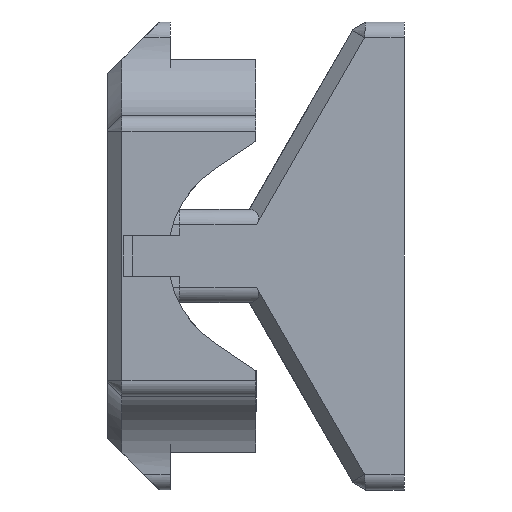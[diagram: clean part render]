
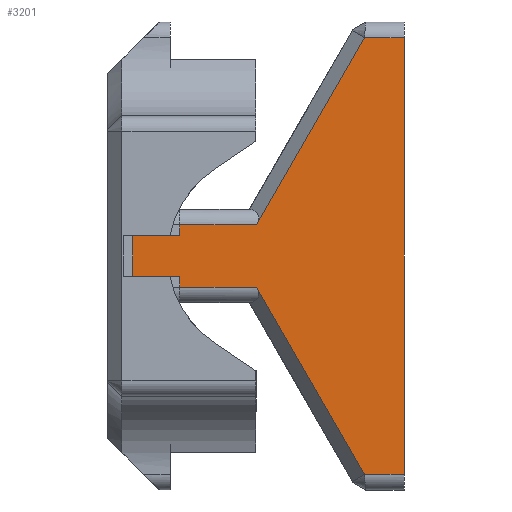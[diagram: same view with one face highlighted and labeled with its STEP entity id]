
A CAD part, left-side view. The second image highlights one B-rep face of the part: STEP entity #3201.
In plain terms, the highlighted planar face has unit normal (-1, 0, 0).
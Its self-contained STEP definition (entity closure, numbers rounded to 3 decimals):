
#34 = CARTESIAN_POINT ( 'NONE',  ( 33.72, -0.6, 2. ) ) ;
#73 = ORIENTED_EDGE ( 'NONE', *, *, #2547, .T. ) ;
#82 = LINE ( 'NONE', #418, #3036 ) ;
#198 = EDGE_CURVE ( 'NONE', #906, #300, #3338, .T. ) ;
#225 = CARTESIAN_POINT ( 'NONE',  ( 33.72, -0.6, -1.3 ) ) ;
#232 = CARTESIAN_POINT ( 'NONE',  ( 33.72, -15., -14. ) ) ;
#300 = VERTEX_POINT ( 'NONE', #3136 ) ;
#418 = CARTESIAN_POINT ( 'NONE',  ( 33.72, 0., 2. ) ) ;
#443 = EDGE_CURVE ( 'NONE', #757, #3400, #2096, .T. ) ;
#574 = PLANE ( 'NONE',  #3646 ) ;
#592 = ORIENTED_EDGE ( 'NONE', *, *, #198, .T. ) ;
#608 = VERTEX_POINT ( 'NONE', #34 ) ;
#613 = CARTESIAN_POINT ( 'NONE',  ( 33.72, 2.4, 1.3 ) ) ;
#624 = EDGE_CURVE ( 'NONE', #906, #3400, #633, .T. ) ;
#632 = ORIENTED_EDGE ( 'NONE', *, *, #443, .T. ) ;
#633 = LINE ( 'NONE', #2969, #646 ) ;
#646 = VECTOR ( 'NONE', #3569, 1000. ) ;
#661 = CARTESIAN_POINT ( 'NONE',  ( 33.72, -12.202, -13.55 ) ) ;
#670 = CARTESIAN_POINT ( 'NONE',  ( 33.72, 0., 1.3 ) ) ;
#750 = DIRECTION ( 'NONE',  ( 0., -1., 0. ) ) ;
#757 = VERTEX_POINT ( 'NONE', #613 ) ;
#758 = CARTESIAN_POINT ( 'NONE',  ( 33.72, -12.462, 14. ) ) ;
#821 = ORIENTED_EDGE ( 'NONE', *, *, #1652, .T. ) ;
#868 = CARTESIAN_POINT ( 'NONE',  ( 33.72, -12.462, -14. ) ) ;
#870 = DIRECTION ( 'NONE',  ( 0., 0., -1. ) ) ;
#882 = LINE ( 'NONE', #3296, #2118 ) ;
#894 = ORIENTED_EDGE ( 'NONE', *, *, #3173, .T. ) ;
#905 = VECTOR ( 'NONE', #1840, 1000. ) ;
#906 = VERTEX_POINT ( 'NONE', #225 ) ;
#911 = LINE ( 'NONE', #670, #1502 ) ;
#955 = ORIENTED_EDGE ( 'NONE', *, *, #990, .T. ) ;
#968 = VERTEX_POINT ( 'NONE', #3559 ) ;
#990 = EDGE_CURVE ( 'NONE', #1735, #608, #82, .T. ) ;
#1031 = CARTESIAN_POINT ( 'NONE',  ( 33.72, -5.534, -2. ) ) ;
#1051 = LINE ( 'NONE', #3088, #2310 ) ;
#1087 = VECTOR ( 'NONE', #2951, 1000. ) ;
#1202 = DIRECTION ( 'NONE',  ( 1., 0., 0. ) ) ;
#1274 = VECTOR ( 'NONE', #2144, 1000. ) ;
#1285 = EDGE_CURVE ( 'NONE', #1493, #2273, #1795, .T. ) ;
#1348 = CARTESIAN_POINT ( 'NONE',  ( 33.72, -0.6, 1.3 ) ) ;
#1416 = EDGE_CURVE ( 'NONE', #608, #968, #3690, .T. ) ;
#1426 = ORIENTED_EDGE ( 'NONE', *, *, #1285, .T. ) ;
#1493 = VERTEX_POINT ( 'NONE', #868 ) ;
#1502 = VECTOR ( 'NONE', #3528, 1000. ) ;
#1564 = ORIENTED_EDGE ( 'NONE', *, *, #2681, .F. ) ;
#1652 = EDGE_CURVE ( 'NONE', #2586, #3125, #882, .T. ) ;
#1735 = VERTEX_POINT ( 'NONE', #1870 ) ;
#1764 = EDGE_CURVE ( 'NONE', #300, #2224, #1051, .T. ) ;
#1795 = LINE ( 'NONE', #3320, #2976 ) ;
#1809 = CARTESIAN_POINT ( 'NONE',  ( 33.72, 2.4, 0. ) ) ;
#1826 = CARTESIAN_POINT ( 'NONE',  ( 33.72, -15., 14. ) ) ;
#1840 = DIRECTION ( 'NONE',  ( 0., -0.5, -0.866 ) ) ;
#1870 = CARTESIAN_POINT ( 'NONE',  ( 33.72, -5.534, 2. ) ) ;
#2023 = EDGE_CURVE ( 'NONE', #2224, #1493, #3341, .T. ) ;
#2031 = CARTESIAN_POINT ( 'NONE',  ( 33.72, -15., 0. ) ) ;
#2083 = DIRECTION ( 'NONE',  ( 0., -1., 0. ) ) ;
#2096 = LINE ( 'NONE', #1809, #3031 ) ;
#2118 = VECTOR ( 'NONE', #2432, 1000. ) ;
#2144 = DIRECTION ( 'NONE',  ( 0., 0., -1. ) ) ;
#2224 = VERTEX_POINT ( 'NONE', #1031 ) ;
#2273 = VERTEX_POINT ( 'NONE', #232 ) ;
#2310 = VECTOR ( 'NONE', #750, 1000. ) ;
#2354 = EDGE_LOOP ( 'NONE', ( #73, #632, #2399, #592, #3266, #3771, #1426, #1564, #821, #894, #955, #3412 ) ) ;
#2358 = VECTOR ( 'NONE', #3681, 1000. ) ;
#2399 = ORIENTED_EDGE ( 'NONE', *, *, #624, .F. ) ;
#2432 = DIRECTION ( 'NONE',  ( 0., 1., 0. ) ) ;
#2547 = EDGE_CURVE ( 'NONE', #968, #757, #911, .T. ) ;
#2586 = VERTEX_POINT ( 'NONE', #1826 ) ;
#2681 = EDGE_CURVE ( 'NONE', #2586, #2273, #2774, .T. ) ;
#2774 = LINE ( 'NONE', #3700, #2358 ) ;
#2951 = DIRECTION ( 'NONE',  ( 0., 0.5, -0.866 ) ) ;
#2969 = CARTESIAN_POINT ( 'NONE',  ( 33.72, 0., -1.3 ) ) ;
#2976 = VECTOR ( 'NONE', #2083, 1000. ) ;
#3018 = DIRECTION ( 'NONE',  ( 0., 1., 0. ) ) ;
#3031 = VECTOR ( 'NONE', #3271, 1000. ) ;
#3036 = VECTOR ( 'NONE', #3018, 1000. ) ;
#3042 = VECTOR ( 'NONE', #3613, 1000. ) ;
#3088 = CARTESIAN_POINT ( 'NONE',  ( 33.72, -15., -2. ) ) ;
#3094 = CARTESIAN_POINT ( 'NONE',  ( 33.72, -0.6, -2. ) ) ;
#3125 = VERTEX_POINT ( 'NONE', #758 ) ;
#3136 = CARTESIAN_POINT ( 'NONE',  ( 33.72, -0.6, -2. ) ) ;
#3173 = EDGE_CURVE ( 'NONE', #3125, #1735, #3517, .T. ) ;
#3186 = FACE_OUTER_BOUND ( 'NONE', #2354, .T. ) ;
#3201 = ADVANCED_FACE ( 'NONE', ( #3186 ), #574, .F. ) ;
#3266 = ORIENTED_EDGE ( 'NONE', *, *, #1764, .T. ) ;
#3271 = DIRECTION ( 'NONE',  ( 0., 0., -1. ) ) ;
#3296 = CARTESIAN_POINT ( 'NONE',  ( 33.72, -15., 14. ) ) ;
#3320 = CARTESIAN_POINT ( 'NONE',  ( 33.72, -15., -14. ) ) ;
#3338 = LINE ( 'NONE', #3094, #1274 ) ;
#3341 = LINE ( 'NONE', #661, #905 ) ;
#3400 = VERTEX_POINT ( 'NONE', #3571 ) ;
#3412 = ORIENTED_EDGE ( 'NONE', *, *, #1416, .T. ) ;
#3517 = LINE ( 'NONE', #3765, #1087 ) ;
#3528 = DIRECTION ( 'NONE',  ( 0., 1., 0. ) ) ;
#3559 = CARTESIAN_POINT ( 'NONE',  ( 33.72, -0.6, 1.3 ) ) ;
#3569 = DIRECTION ( 'NONE',  ( 0., 1., 0. ) ) ;
#3571 = CARTESIAN_POINT ( 'NONE',  ( 33.72, 2.4, -1.3 ) ) ;
#3613 = DIRECTION ( 'NONE',  ( 0., 0., -1. ) ) ;
#3646 = AXIS2_PLACEMENT_3D ( 'NONE', #2031, #1202, #870 ) ;
#3681 = DIRECTION ( 'NONE',  ( 0., 0., -1. ) ) ;
#3690 = LINE ( 'NONE', #1348, #3042 ) ;
#3700 = CARTESIAN_POINT ( 'NONE',  ( 33.72, -15., 0. ) ) ;
#3765 = CARTESIAN_POINT ( 'NONE',  ( 33.72, -7.034, 4.599 ) ) ;
#3771 = ORIENTED_EDGE ( 'NONE', *, *, #2023, .T. ) ;
